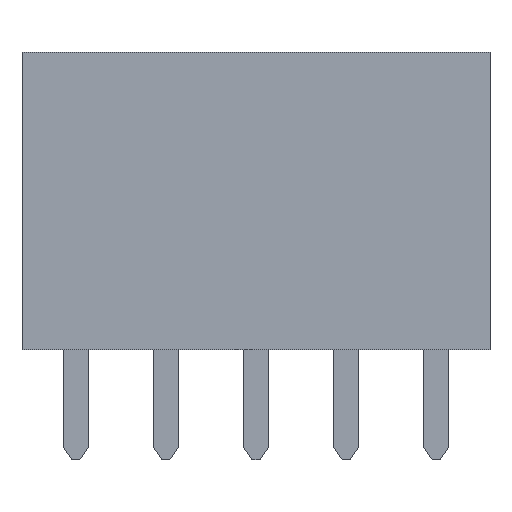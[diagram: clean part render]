
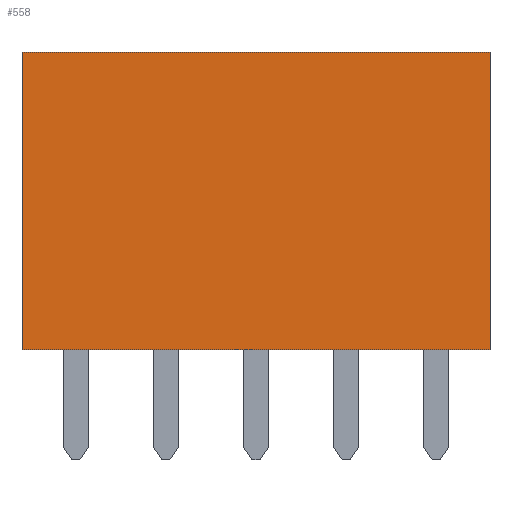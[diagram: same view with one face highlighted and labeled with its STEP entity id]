
A CAD part, front view. The second image highlights one B-rep face of the part: STEP entity #558.
In plain terms, the highlighted planar face has unit normal (0, -1, 0).
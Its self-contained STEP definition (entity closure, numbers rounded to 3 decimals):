
#558 = ADVANCED_FACE( '', ( #1069 ), #1070, .F. );
#1069 = FACE_OUTER_BOUND( '', #1570, .T. );
#1070 = PLANE( '', #1571 );
#1570 = EDGE_LOOP( '', ( #2818, #2819, #2820, #2821 ) );
#1571 = AXIS2_PLACEMENT_3D( '', #2822, #2823, #2824 );
#2818 = ORIENTED_EDGE( '', *, *, #3633, .F. );
#2819 = ORIENTED_EDGE( '', *, *, #3532, .F. );
#2820 = ORIENTED_EDGE( '', *, *, #3417, .F. );
#2821 = ORIENTED_EDGE( '', *, *, #3326, .F. );
#2822 = CARTESIAN_POINT( '', ( 0., -2.54, 0. ) );
#2823 = DIRECTION( '', ( 0., 1., 0. ) );
#2824 = DIRECTION( '', ( 0., 0., 1. ) );
#3326 = EDGE_CURVE( '', #4034, #4036, #4037, .T. );
#3417 = EDGE_CURVE( '', #4036, #4173, #4179, .T. );
#3532 = EDGE_CURVE( '', #4173, #4334, #4336, .T. );
#3633 = EDGE_CURVE( '', #4334, #4034, #4458, .T. );
#4034 = VERTEX_POINT( '', #5040 );
#4036 = VERTEX_POINT( '', #5043 );
#4037 = LINE( '', #5044, #5045 );
#4173 = VERTEX_POINT( '', #5255 );
#4179 = LINE( '', #5264, #5265 );
#4334 = VERTEX_POINT( '', #5499 );
#4336 = LINE( '', #5502, #5503 );
#4458 = LINE( '', #5688, #5689 );
#5040 = CARTESIAN_POINT( '', ( -6.6, -2.54, 4.2 ) );
#5043 = CARTESIAN_POINT( '', ( 6.6, -2.54, 4.2 ) );
#5044 = CARTESIAN_POINT( '', ( -6.6, -2.54, 4.2 ) );
#5045 = VECTOR( '', #5937, 1000. );
#5255 = CARTESIAN_POINT( '', ( 6.6, -2.54, -4.2 ) );
#5264 = CARTESIAN_POINT( '', ( 6.6, -2.54, 4.2 ) );
#5265 = VECTOR( '', #6016, 1000. );
#5499 = CARTESIAN_POINT( '', ( -6.6, -2.54, -4.2 ) );
#5502 = CARTESIAN_POINT( '', ( 6.6, -2.54, -4.2 ) );
#5503 = VECTOR( '', #6097, 1000. );
#5688 = CARTESIAN_POINT( '', ( -6.6, -2.54, -4.2 ) );
#5689 = VECTOR( '', #6159, 1000. );
#5937 = DIRECTION( '', ( 1., 0., 0. ) );
#6016 = DIRECTION( '', ( 0., 0., -1. ) );
#6097 = DIRECTION( '', ( -1., 0., 0. ) );
#6159 = DIRECTION( '', ( 0., 0., 1. ) );
